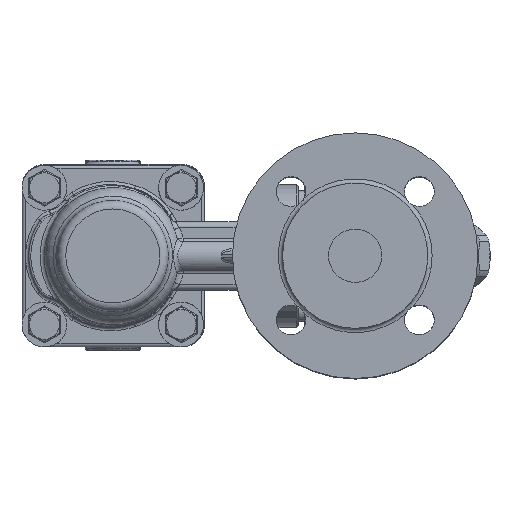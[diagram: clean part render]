
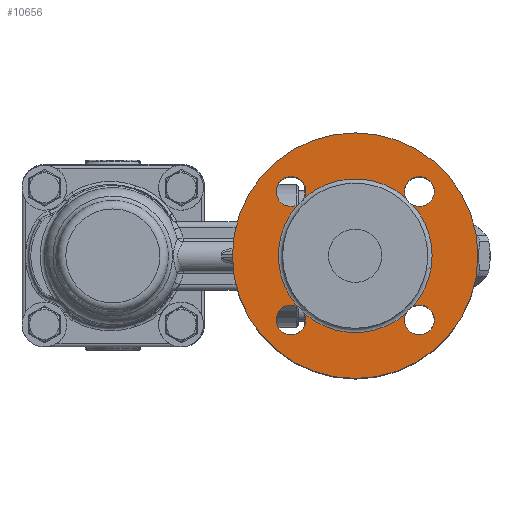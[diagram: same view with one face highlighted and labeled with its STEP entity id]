
A CAD part, top view. The second image highlights one B-rep face of the part: STEP entity #10656.
In plain terms, the highlighted planar face has unit normal (0, 0, 1).
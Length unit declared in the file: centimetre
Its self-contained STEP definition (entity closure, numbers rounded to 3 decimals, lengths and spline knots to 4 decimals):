
#2019=FACE_BOUND('',#3742,.T.);
#2933=FACE_OUTER_BOUND('',#3741,.T.);
#3741=EDGE_LOOP('',(#9671));
#3742=EDGE_LOOP('',(#9672,#9673,#9674,#9675,#9676,#9677,#9678,#9679));
#4383=CIRCLE('',#11888,5.75);
#4384=CIRCLE('',#11889,3.6);
#4385=CIRCLE('',#11890,0.7);
#4386=CIRCLE('',#11891,3.6);
#4387=CIRCLE('',#11892,0.7);
#4388=CIRCLE('',#11893,3.6);
#4389=CIRCLE('',#11894,0.7);
#4390=CIRCLE('',#11895,3.6);
#4391=CIRCLE('',#11896,0.7);
#5314=VERTEX_POINT('',#23289);
#5315=VERTEX_POINT('',#23291);
#5316=VERTEX_POINT('',#23292);
#5317=VERTEX_POINT('',#23294);
#5318=VERTEX_POINT('',#23296);
#5319=VERTEX_POINT('',#23298);
#5320=VERTEX_POINT('',#23300);
#5321=VERTEX_POINT('',#23302);
#5322=VERTEX_POINT('',#23304);
#6781=EDGE_CURVE('',#5314,#5314,#4383,.T.);
#6782=EDGE_CURVE('',#5315,#5316,#4384,.T.);
#6783=EDGE_CURVE('',#5315,#5317,#4385,.T.);
#6784=EDGE_CURVE('',#5318,#5317,#4386,.T.);
#6785=EDGE_CURVE('',#5318,#5319,#4387,.T.);
#6786=EDGE_CURVE('',#5320,#5319,#4388,.T.);
#6787=EDGE_CURVE('',#5320,#5321,#4389,.T.);
#6788=EDGE_CURVE('',#5322,#5321,#4390,.T.);
#6789=EDGE_CURVE('',#5322,#5316,#4391,.T.);
#9671=ORIENTED_EDGE('',*,*,#6781,.F.);
#9672=ORIENTED_EDGE('',*,*,#6782,.F.);
#9673=ORIENTED_EDGE('',*,*,#6783,.T.);
#9674=ORIENTED_EDGE('',*,*,#6784,.F.);
#9675=ORIENTED_EDGE('',*,*,#6785,.T.);
#9676=ORIENTED_EDGE('',*,*,#6786,.F.);
#9677=ORIENTED_EDGE('',*,*,#6787,.T.);
#9678=ORIENTED_EDGE('',*,*,#6788,.F.);
#9679=ORIENTED_EDGE('',*,*,#6789,.T.);
#9993=PLANE('',#11887);
#10656=ADVANCED_FACE('',(#2933,#2019),#9993,.T.);
#11887=AXIS2_PLACEMENT_3D('',#23288,#14767,#14768);
#11888=AXIS2_PLACEMENT_3D('',#23290,#14769,#14770);
#11889=AXIS2_PLACEMENT_3D('',#23293,#14771,#14772);
#11890=AXIS2_PLACEMENT_3D('',#23295,#14773,#14774);
#11891=AXIS2_PLACEMENT_3D('',#23297,#14775,#14776);
#11892=AXIS2_PLACEMENT_3D('',#23299,#14777,#14778);
#11893=AXIS2_PLACEMENT_3D('',#23301,#14779,#14780);
#11894=AXIS2_PLACEMENT_3D('',#23303,#14781,#14782);
#11895=AXIS2_PLACEMENT_3D('',#23305,#14783,#14784);
#11896=AXIS2_PLACEMENT_3D('',#23306,#14785,#14786);
#14767=DIRECTION('center_axis',(0.,0.,
1.));
#14768=DIRECTION('ref_axis',(1.,0.,0.));
#14769=DIRECTION('center_axis',(0.,0.,
-1.));
#14770=DIRECTION('ref_axis',(-1.,0.,0.));
#14771=DIRECTION('center_axis',(0.,0.,
1.));
#14772=DIRECTION('ref_axis',(-1.,0.,0.));
#14773=DIRECTION('center_axis',(0.,0.,
-1.));
#14774=DIRECTION('ref_axis',(0.,-1.,0.));
#14775=DIRECTION('center_axis',(0.,0.,
1.));
#14776=DIRECTION('ref_axis',(-1.,0.,0.));
#14777=DIRECTION('center_axis',(0.,0.,
-1.));
#14778=DIRECTION('ref_axis',(-1.,0.,0.));
#14779=DIRECTION('center_axis',(0.,0.,
1.));
#14780=DIRECTION('ref_axis',(-1.,0.,0.));
#14781=DIRECTION('center_axis',(0.,0.,
-1.));
#14782=DIRECTION('ref_axis',(0.,1.,0.));
#14783=DIRECTION('center_axis',(0.,0.,
1.));
#14784=DIRECTION('ref_axis',(-1.,0.,0.));
#14785=DIRECTION('center_axis',(0.,0.,
-1.));
#14786=DIRECTION('ref_axis',(1.,0.,0.));
#23288=CARTESIAN_POINT('Origin',(8.5259,7.5571,5.9621));
#23289=CARTESIAN_POINT('',(14.2759,7.5571,5.9621));
#23290=CARTESIAN_POINT('Origin',(8.5259,7.5571,5.9621));
#23291=CARTESIAN_POINT('',(6.1549,4.8482,5.9621));
#23292=CARTESIAN_POINT('',(10.8969,4.8482,5.9621));
#23293=CARTESIAN_POINT('Origin',(8.5259,7.5571,5.9621));
#23294=CARTESIAN_POINT('',(5.817,5.1862,5.9621));
#23295=CARTESIAN_POINT('Origin',(5.5207,4.5519,5.9621));
#23296=CARTESIAN_POINT('',(5.817,9.9281,5.9621));
#23297=CARTESIAN_POINT('Origin',(8.5259,7.5571,5.9621));
#23298=CARTESIAN_POINT('',(6.1549,10.2661,5.9621));
#23299=CARTESIAN_POINT('Origin',(5.5207,10.5623,5.9621));
#23300=CARTESIAN_POINT('',(10.8969,10.2661,5.9621));
#23301=CARTESIAN_POINT('Origin',(8.5259,7.5571,5.9621));
#23302=CARTESIAN_POINT('',(11.2349,9.9281,5.9621));
#23303=CARTESIAN_POINT('Origin',(11.5311,10.5623,5.9621));
#23304=CARTESIAN_POINT('',(11.2349,5.1862,5.9621));
#23305=CARTESIAN_POINT('Origin',(8.5259,7.5571,5.9621));
#23306=CARTESIAN_POINT('Origin',(11.5311,4.5519,5.9621));
